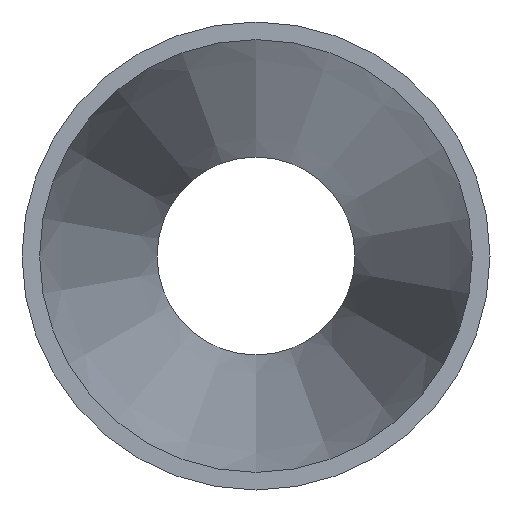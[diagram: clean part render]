
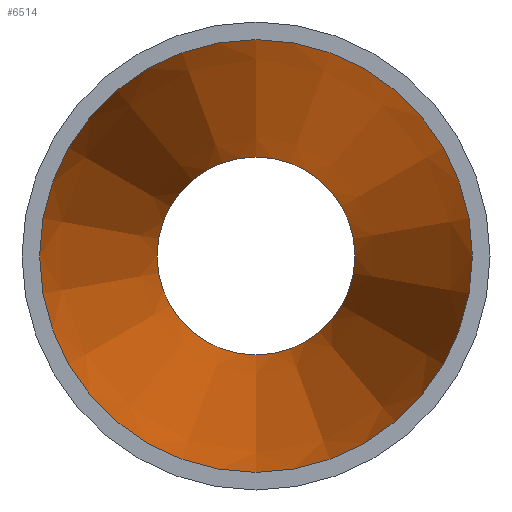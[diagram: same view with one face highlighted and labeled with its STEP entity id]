
A CAD part, front view. The second image highlights one B-rep face of the part: STEP entity #6514.
In plain terms, the highlighted conical face has half-angle 10.109 degrees and reference radius 24.968 mm.
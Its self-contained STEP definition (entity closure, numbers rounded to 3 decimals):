
#29 = AXIS2_PLACEMENT_3D ( 'NONE', #5883, #12596, #19330 ) ;
#189 = CIRCLE ( 'NONE', #5866, 24.968 ) ;
#2710 = VERTEX_POINT ( 'NONE', #4496 ) ;
#3420 = CARTESIAN_POINT ( 'NONE',  ( 0., 0., 0. ) ) ;
#4496 = CARTESIAN_POINT ( 'NONE',  ( 0., 0., -24.968 ) ) ;
#5866 = AXIS2_PLACEMENT_3D ( 'NONE', #3420, #10025, #8269 ) ;
#5883 = CARTESIAN_POINT ( 'NONE',  ( 0., 76., 0. ) ) ;
#5944 = EDGE_CURVE ( 'NONE', #13069, #13069, #12379, .T. ) ;
#6514 = ADVANCED_FACE ( 'NONE', ( #9509, #8076 ), #13116, .F. ) ;
#7326 = ORIENTED_EDGE ( 'NONE', *, *, #5944, .F. ) ;
#8076 = FACE_OUTER_BOUND ( 'NONE', #17790, .T. ) ;
#8269 = DIRECTION ( 'NONE',  ( 0., 0., -1. ) ) ;
#9219 = EDGE_LOOP ( 'NONE', ( #7326 ) ) ;
#9509 = FACE_BOUND ( 'NONE', #9219, .T. ) ;
#10025 = DIRECTION ( 'NONE',  ( 0., -1., 0. ) ) ;
#11261 = DIRECTION ( 'NONE',  ( 0., -1., 0. ) ) ;
#11302 = CARTESIAN_POINT ( 'NONE',  ( 0., 76., -11.418 ) ) ;
#12379 = CIRCLE ( 'NONE', #29, 11.418 ) ;
#12596 = DIRECTION ( 'NONE',  ( 0., -1., 0. ) ) ;
#13069 = VERTEX_POINT ( 'NONE', #11302 ) ;
#13116 = CONICAL_SURFACE ( 'NONE', #13473, 24.968, 0.176 ) ;
#13135 = DIRECTION ( 'NONE',  ( 0., 0., -1. ) ) ;
#13473 = AXIS2_PLACEMENT_3D ( 'NONE', #18122, #11261, #13135 ) ;
#15471 = ORIENTED_EDGE ( 'NONE', *, *, #18099, .T. ) ;
#17790 = EDGE_LOOP ( 'NONE', ( #15471 ) ) ;
#18099 = EDGE_CURVE ( 'NONE', #2710, #2710, #189, .T. ) ;
#18122 = CARTESIAN_POINT ( 'NONE',  ( 0., 0., 0. ) ) ;
#19330 = DIRECTION ( 'NONE',  ( 0., 0., -1. ) ) ;
